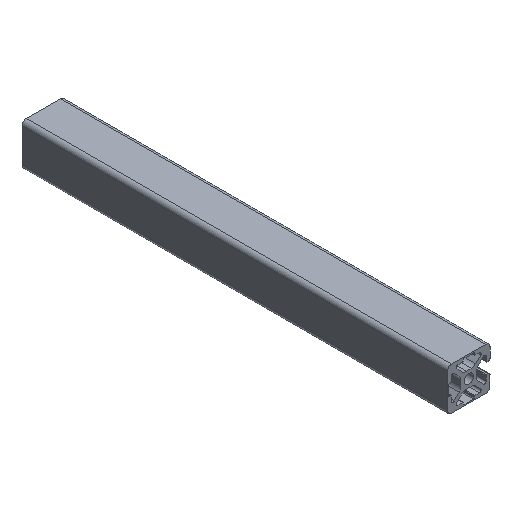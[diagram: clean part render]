
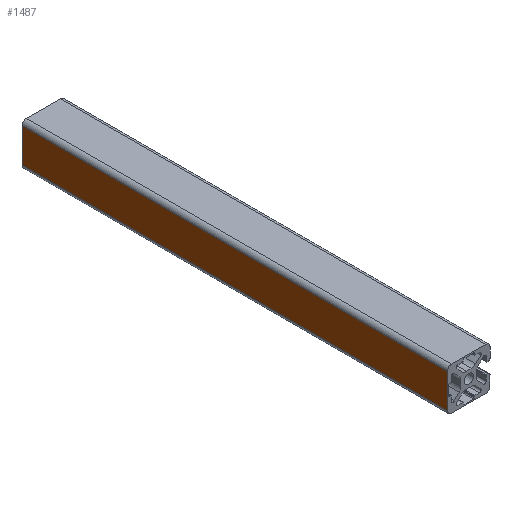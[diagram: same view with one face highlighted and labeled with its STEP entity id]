
A CAD part, isometric view. The second image highlights one B-rep face of the part: STEP entity #1487.
In plain terms, the highlighted planar face has unit normal (-1, 0, 0).
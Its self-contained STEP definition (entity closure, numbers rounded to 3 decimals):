
#54=PLANE('',#1648);
#125=FACE_OUTER_BOUND('',#200,.T.);
#200=EDGE_LOOP('',(#1204,#1205,#1206,#1207));
#345=LINE('',#2498,#490);
#346=LINE('',#2502,#491);
#347=LINE('',#2504,#492);
#348=LINE('',#2505,#493);
#490=VECTOR('',#2053,10.);
#491=VECTOR('',#2058,10.);
#492=VECTOR('',#2059,10.);
#493=VECTOR('',#2060,10.);
#711=VERTEX_POINT('',#2495);
#712=VERTEX_POINT('',#2497);
#713=VERTEX_POINT('',#2501);
#714=VERTEX_POINT('',#2503);
#920=EDGE_CURVE('',#711,#712,#345,.T.);
#922=EDGE_CURVE('',#711,#713,#346,.T.);
#923=EDGE_CURVE('',#713,#714,#347,.T.);
#924=EDGE_CURVE('',#712,#714,#348,.T.);
#1204=ORIENTED_EDGE('',*,*,#922,.T.);
#1205=ORIENTED_EDGE('',*,*,#923,.T.);
#1206=ORIENTED_EDGE('',*,*,#924,.F.);
#1207=ORIENTED_EDGE('',*,*,#920,.F.);
#1487=ADVANCED_FACE('',(#125),#54,.T.);
#1648=AXIS2_PLACEMENT_3D('',#2500,#2056,#2057);
#2053=DIRECTION('',(0.,-1.,0.));
#2056=DIRECTION('center_axis',(-1.,0.,0.));
#2057=DIRECTION('ref_axis',(0.,0.,1.));
#2058=DIRECTION('',(0.,0.,-1.));
#2059=DIRECTION('',(0.,-1.,0.));
#2060=DIRECTION('',(0.,0.,-1.));
#2495=CARTESIAN_POINT('',(-10.,200.,8.));
#2497=CARTESIAN_POINT('',(-10.,0.,8.));
#2498=CARTESIAN_POINT('',(-10.,0.,8.));
#2500=CARTESIAN_POINT('Origin',(-10.,0.,-8.));
#2501=CARTESIAN_POINT('',(-10.,200.,-8.));
#2502=CARTESIAN_POINT('',(-10.,200.,-4.));
#2503=CARTESIAN_POINT('',(-10.,0.,-8.));
#2504=CARTESIAN_POINT('',(-10.,0.,-8.));
#2505=CARTESIAN_POINT('',(-10.,0.,-4.));
